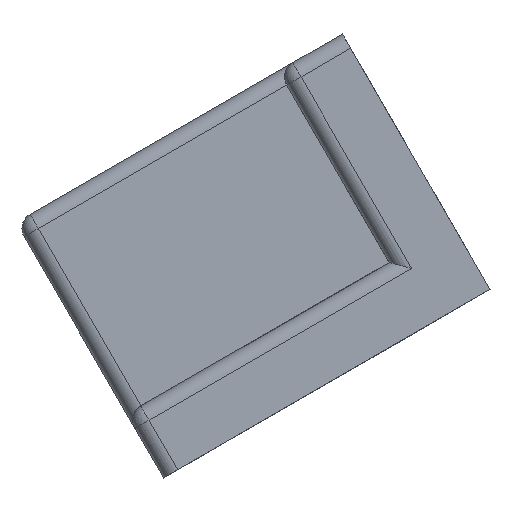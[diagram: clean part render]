
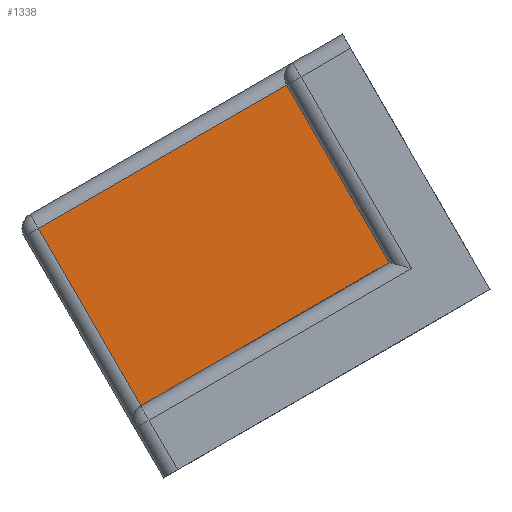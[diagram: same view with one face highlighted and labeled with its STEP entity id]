
A CAD part, front view. The second image highlights one B-rep face of the part: STEP entity #1338.
In plain terms, the highlighted face is planar.
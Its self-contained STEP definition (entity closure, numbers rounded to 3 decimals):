
#107 = DIRECTION ( 'NONE',  ( -1., 0., 0. ) ) ;
#108 = VECTOR ( 'NONE', #107, 1000. ) ;
#109 = CARTESIAN_POINT ( 'NONE',  ( 4.5, 57.505, 4.5 ) ) ;
#110 = LINE ( 'NONE', #109, #108 ) ;
#145 = DIRECTION ( 'NONE',  ( 0., 0., -1. ) ) ;
#146 = VECTOR ( 'NONE', #145, 1000. ) ;
#147 = CARTESIAN_POINT ( 'NONE',  ( 22., 57.505, -33.495 ) ) ;
#148 = LINE ( 'NONE', #147, #146 ) ;
#149 = CARTESIAN_POINT ( 'NONE',  ( 22., 57.505, 17. ) ) ;
#150 = DIRECTION ( 'NONE',  ( 1., 0., 0. ) ) ;
#151 = VECTOR ( 'NONE', #150, 1000. ) ;
#152 = CARTESIAN_POINT ( 'NONE',  ( 23., 57.505, 17. ) ) ;
#153 = LINE ( 'NONE', #152, #151 ) ;
#154 = DIRECTION ( 'NONE',  ( 0., 0., -1. ) ) ;
#155 = DIRECTION ( 'NONE',  ( 0., -1., 0. ) ) ;
#156 = CARTESIAN_POINT ( 'NONE',  ( 4.5, 57.505, -33.495 ) ) ;
#157 = AXIS2_PLACEMENT_3D ( 'NONE', #156, #155, #154 ) ;
#158 = PLANE ( 'NONE',  #157 ) ;
#159 = FACE_OUTER_BOUND ( 'NONE', #1339, .T. ) ;
#160 = CARTESIAN_POINT ( 'NONE',  ( 22., 57.505, 4.5 ) ) ;
#202 = DIRECTION ( 'NONE',  ( 0., 0., 1. ) ) ;
#203 = VECTOR ( 'NONE', #202, 1000. ) ;
#204 = CARTESIAN_POINT ( 'NONE',  ( 4.5, 57.505, -33.495 ) ) ;
#205 = LINE ( 'NONE', #204, #203 ) ;
#206 = CARTESIAN_POINT ( 'NONE',  ( 4.5, 57.505, 17. ) ) ;
#215 = CARTESIAN_POINT ( 'NONE',  ( 4.5, 57.505, 4.5 ) ) ;
#1327 = EDGE_CURVE ( 'NONE', #1337, #1361, #110, .T. ) ;
#1337 = VERTEX_POINT ( 'NONE', #160 ) ;
#1338 = ADVANCED_FACE ( 'NONE', ( #159 ), #158, .F. ) ;
#1339 = EDGE_LOOP ( 'NONE', ( #1340, #1343, #1345, #1388 ) ) ;
#1340 = ORIENTED_EDGE ( 'NONE', *, *, #1341, .T. ) ;
#1341 = EDGE_CURVE ( 'NONE', #1366, #1342, #153, .T. ) ;
#1342 = VERTEX_POINT ( 'NONE', #149 ) ;
#1343 = ORIENTED_EDGE ( 'NONE', *, *, #1344, .T. ) ;
#1344 = EDGE_CURVE ( 'NONE', #1342, #1337, #148, .T. ) ;
#1345 = ORIENTED_EDGE ( 'NONE', *, *, #1327, .T. ) ;
#1361 = VERTEX_POINT ( 'NONE', #215 ) ;
#1366 = VERTEX_POINT ( 'NONE', #206 ) ;
#1368 = EDGE_CURVE ( 'NONE', #1361, #1366, #205, .T. ) ;
#1388 = ORIENTED_EDGE ( 'NONE', *, *, #1368, .T. ) ;
